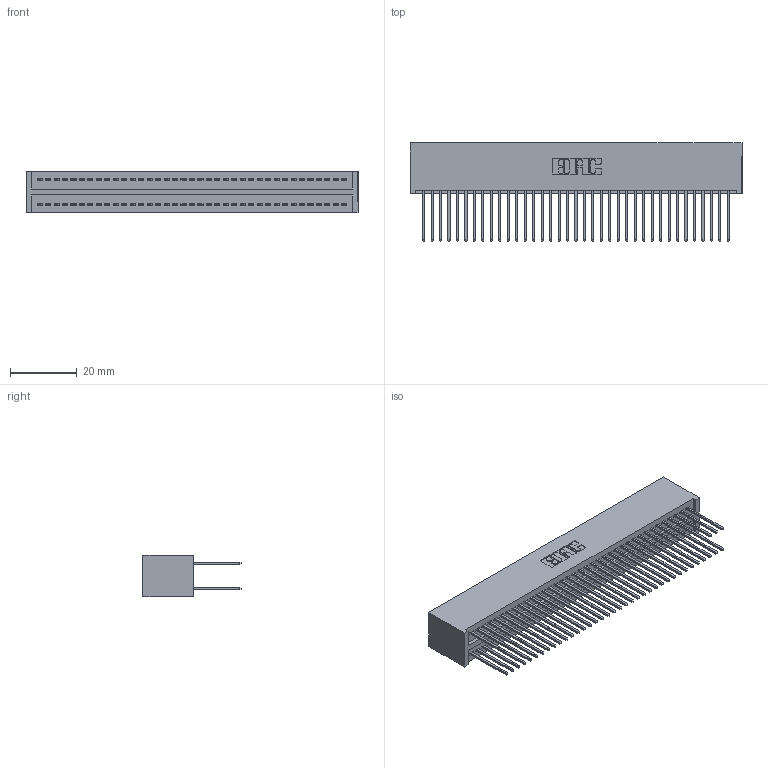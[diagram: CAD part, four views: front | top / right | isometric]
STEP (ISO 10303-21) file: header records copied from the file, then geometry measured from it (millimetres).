
FILE_DESCRIPTION (( 'STEP AP203' ), '1' );
FILE_NAME ('325-074-540-201.STEP', '2020-02-25T04:07:47', ( '' ), ( '' ), 'SwSTEP 2.0', 'SolidWorks 2016', '' );
FILE_SCHEMA (( 'CONFIG_CONTROL_DESIGN' ));
Length unit declared in the file: inch
Products named in the file (3): 325-292-001_325-293-140; 325-074-540-201; 325 Part_Lugless
Assembly tree (75 placements, depth 2):
  325-074-540-201
    325 Part_Lugless
    325-292-001_325-293-140  x74
Bounding box: 99.62 x 29.46 x 12.45 mm (x, y, z)
Volume: 13702.3 mm3; surface area: 18462.7 mm2
Topology: 75 solids, 75 shells, 3954 faces, 11757 edges, 7738 vertices
Faces by surface type: plane 2730, cylinder 1224
Entity records: 24191 total; most frequent: CARTESIAN_POINT 4014, ORIENTED_EDGE 3950, DIRECTION 3431, EDGE_CURVE 1975, LINE 1855, VECTOR 1855, VERTEX_POINT 1314, AXIS2_PLACEMENT_3D 788
